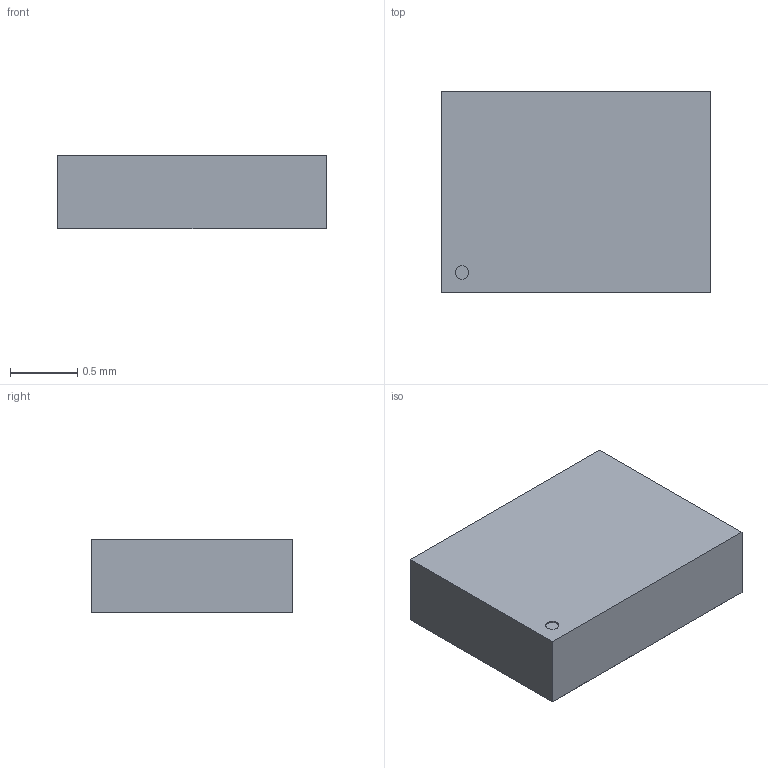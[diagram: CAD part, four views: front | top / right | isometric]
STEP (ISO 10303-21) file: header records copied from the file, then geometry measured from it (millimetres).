
FILE_DESCRIPTION(('FreeCAD Model'),'2;1');
FILE_NAME('Open CASCADE Shape Model','2023-12-13T18:37:12',('Author'),( ''),'Open CASCADE STEP processor 7.6','FreeCAD','Unknown');
FILE_SCHEMA(('AUTOMOTIVE_DESIGN { 1 0 10303 214 1 1 1 1 }'));
Length unit declared in the file: millimetre
Products named in the file (1): Pad003
Bounding box: 2 x 1.5 x 0.55 mm (x, y, z)
Volume: 1.6 mm3; surface area: 9.9 mm2
Topology: 1 solids, 1 shells, 18 faces, 55 edges, 50 vertices
Faces by surface type: plane 17, cylinder 1
Full cylindrical faces by diameter (mm): 0.1 x1
Entity records: 811 total; most frequent: CARTESIAN_POINT 124, ORIENTED_EDGE 110, DIRECTION 95, EDGE_CURVE 55, LINE 53, VECTOR 53, VERTEX_POINT 50, FACE_BOUND 29
